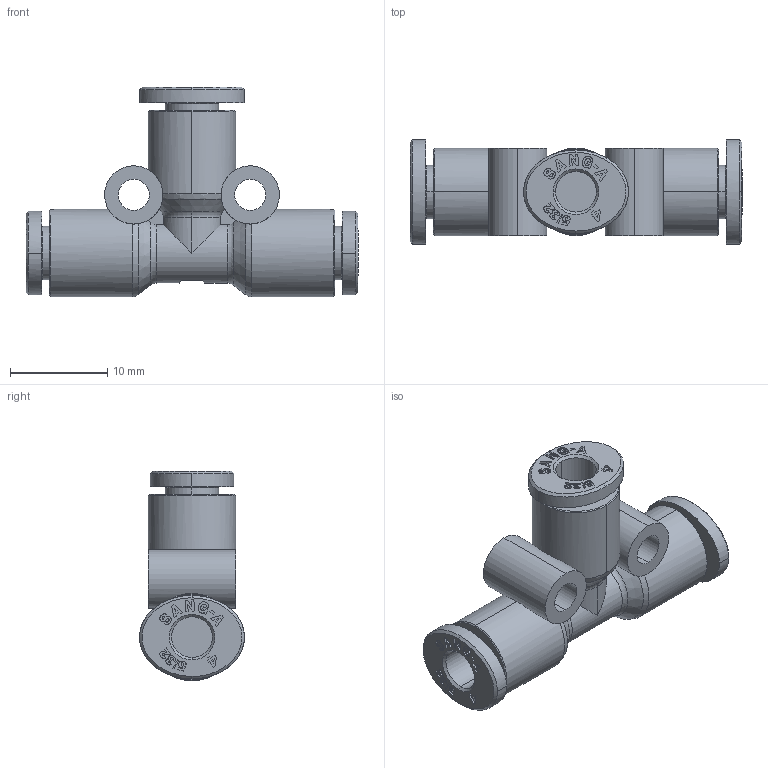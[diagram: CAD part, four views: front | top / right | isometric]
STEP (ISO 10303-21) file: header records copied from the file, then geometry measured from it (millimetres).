
FILE_DESCRIPTION (( 'STEP AP203' ), '1' );
FILE_NAME ('PUT04.STEP', '2015-08-17T14:43:26', ( '' ), ( '' ), 'SwSTEP 2.0', 'SolidWorks 2015', '' );
FILE_SCHEMA (( 'CONFIG_CONTROL_DESIGN' ));
Length unit declared in the file: millimetre
Products named in the file (2): PUT04; ｦ+ﾃｦ1
Assembly tree (1 placements, depth 2):
  PUT04
    ｦ+ﾃｦ1
Bounding box: 34.2 x 10.8 x 21.6 mm (x, y, z)
Volume: 2323.3 mm3; surface area: 2711.7 mm2
Topology: 1 solids, 1 shells, 1175 faces, 3349 edges, 2228 vertices
Faces by surface type: plane 1001, bspline 94, cylinder 51, cone 24, torus 5
Entity records: 40291 total; most frequent: CARTESIAN_POINT 10363, ORIENTED_EDGE 6698, DIRECTION 5390, EDGE_CURVE 3349, VECTOR 2938, LINE 2938, VERTEX_POINT 2228, EDGE_LOOP 1231
